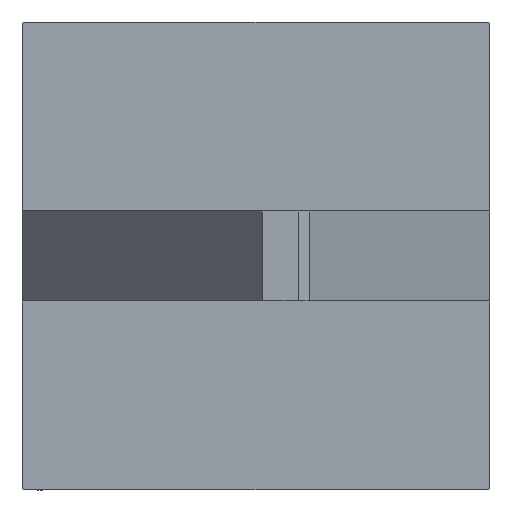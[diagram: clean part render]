
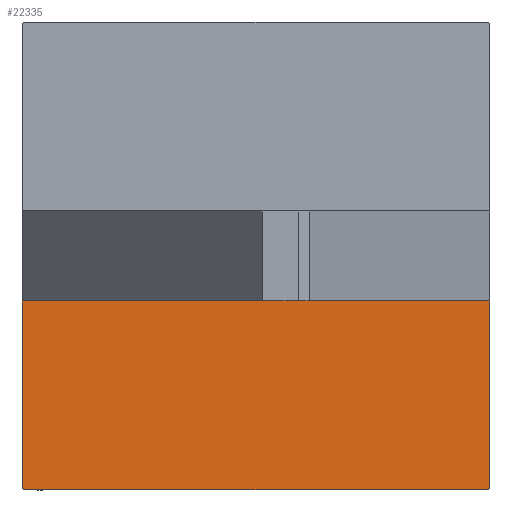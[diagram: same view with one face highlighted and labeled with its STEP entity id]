
A CAD part, left-side view. The second image highlights one B-rep face of the part: STEP entity #22335.
In plain terms, the highlighted planar face has unit normal (-1, 0, 0).
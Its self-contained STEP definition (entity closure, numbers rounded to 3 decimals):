
#1237 = ORIENTED_EDGE ( 'NONE', *, *, #38993, .F. ) ;
#1916 = EDGE_CURVE ( 'NONE', #26118, #6858, #31181, .T. ) ;
#1940 = CARTESIAN_POINT ( 'NONE',  ( 0., -12.5, 65. ) ) ;
#1944 = DIRECTION ( 'NONE',  ( 0., -0.707, 0.707 ) ) ;
#2582 = LINE ( 'NONE', #16963, #11405 ) ;
#2629 = CARTESIAN_POINT ( 'NONE',  ( 0., 65., 65. ) ) ;
#2960 = ORIENTED_EDGE ( 'NONE', *, *, #1916, .T. ) ;
#5877 = CARTESIAN_POINT ( 'NONE',  ( 0., -65., 65. ) ) ;
#6858 = VERTEX_POINT ( 'NONE', #21052 ) ;
#10131 = EDGE_CURVE ( 'NONE', #6858, #13452, #46039, .T. ) ;
#11405 = VECTOR ( 'NONE', #31359, 1000. ) ;
#11511 = VECTOR ( 'NONE', #20263, 1000. ) ;
#12555 = ORIENTED_EDGE ( 'NONE', *, *, #10131, .T. ) ;
#13452 = VERTEX_POINT ( 'NONE', #27189 ) ;
#16295 = PLANE ( 'NONE',  #29530 ) ;
#16326 = DIRECTION ( 'NONE',  ( 0., 0., -1. ) ) ;
#16963 = CARTESIAN_POINT ( 'NONE',  ( 0., -64.75, 64.75 ) ) ;
#17580 = VECTOR ( 'NONE', #1944, 1000. ) ;
#18472 = DIRECTION ( 'NONE',  ( 0., 0., 1. ) ) ;
#18743 = EDGE_CURVE ( 'NONE', #40080, #41938, #2582, .T. ) ;
#19751 = EDGE_LOOP ( 'NONE', ( #1237, #2960, #12555, #31695, #41720, #38798 ) ) ;
#20263 = DIRECTION ( 'NONE',  ( 0., 0., -1. ) ) ;
#21052 = CARTESIAN_POINT ( 'NONE',  ( 0., -12.5, -65. ) ) ;
#21383 = EDGE_CURVE ( 'NONE', #40080, #25894, #23806, .T. ) ;
#22335 = ADVANCED_FACE ( 'NONE', ( #33102 ), #16295, .T. ) ;
#23806 = LINE ( 'NONE', #5877, #11511 ) ;
#25894 = VERTEX_POINT ( 'NONE', #40155 ) ;
#26044 = DIRECTION ( 'NONE',  ( -1., 0., 0. ) ) ;
#26085 = EDGE_CURVE ( 'NONE', #13452, #25894, #35172, .T. ) ;
#26118 = VERTEX_POINT ( 'NONE', #38260 ) ;
#26898 = VECTOR ( 'NONE', #31194, 1000. ) ;
#27189 = CARTESIAN_POINT ( 'NONE',  ( 0., -64.5, -65. ) ) ;
#29031 = CARTESIAN_POINT ( 'NONE',  ( 0., -65., 64.5 ) ) ;
#29530 = AXIS2_PLACEMENT_3D ( 'NONE', #36866, #26044, #18472 ) ;
#31163 = VECTOR ( 'NONE', #16326, 1000. ) ;
#31181 = LINE ( 'NONE', #1940, #31163 ) ;
#31194 = DIRECTION ( 'NONE',  ( 0., -1., 0. ) ) ;
#31359 = DIRECTION ( 'NONE',  ( 0., 0.707, 0.707 ) ) ;
#31436 = VECTOR ( 'NONE', #42473, 1000. ) ;
#31655 = CARTESIAN_POINT ( 'NONE',  ( 0., 65., -65. ) ) ;
#31695 = ORIENTED_EDGE ( 'NONE', *, *, #26085, .T. ) ;
#33102 = FACE_OUTER_BOUND ( 'NONE', #19751, .T. ) ;
#34701 = LINE ( 'NONE', #2629, #31436 ) ;
#35172 = LINE ( 'NONE', #45337, #17580 ) ;
#36866 = CARTESIAN_POINT ( 'NONE',  ( 0., 0., 0. ) ) ;
#38260 = CARTESIAN_POINT ( 'NONE',  ( 0., -12.5, 65. ) ) ;
#38798 = ORIENTED_EDGE ( 'NONE', *, *, #18743, .T. ) ;
#38993 = EDGE_CURVE ( 'NONE', #26118, #41938, #34701, .T. ) ;
#40080 = VERTEX_POINT ( 'NONE', #29031 ) ;
#40155 = CARTESIAN_POINT ( 'NONE',  ( 0., -65., -64.5 ) ) ;
#41720 = ORIENTED_EDGE ( 'NONE', *, *, #21383, .F. ) ;
#41938 = VERTEX_POINT ( 'NONE', #43030 ) ;
#42473 = DIRECTION ( 'NONE',  ( 0., -1., 0. ) ) ;
#43030 = CARTESIAN_POINT ( 'NONE',  ( 0., -64.5, 65. ) ) ;
#45337 = CARTESIAN_POINT ( 'NONE',  ( 0., -64.75, -64.75 ) ) ;
#46039 = LINE ( 'NONE', #31655, #26898 ) ;
